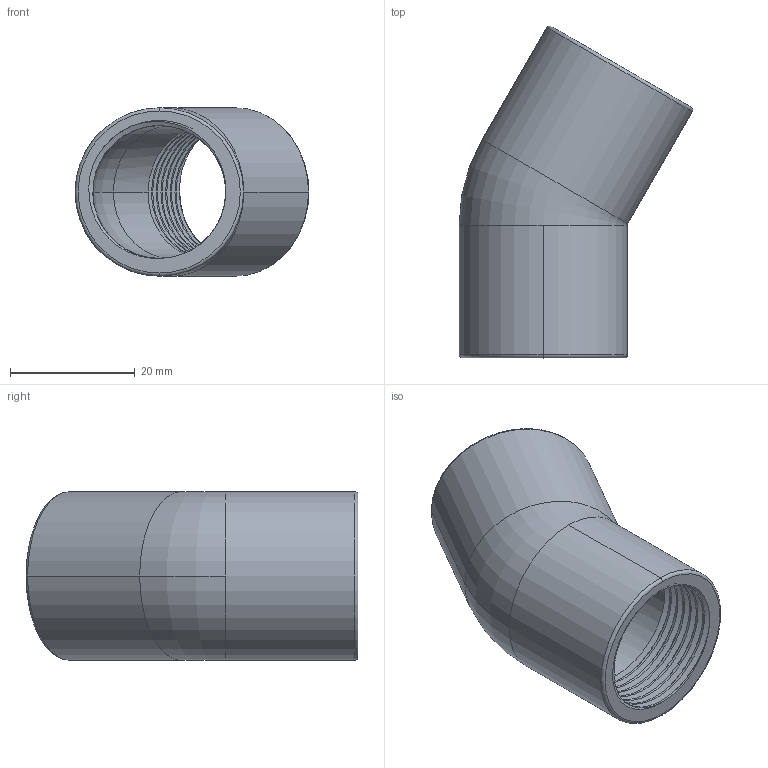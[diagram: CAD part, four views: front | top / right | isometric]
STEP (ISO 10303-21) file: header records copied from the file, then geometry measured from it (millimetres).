
FILE_DESCRIPTION (( 'STEP AP203' ), '1' );
FILE_NAME ('3D_R222-30_1-2_171543230.STEP', '2024-08-21T08:05:18', ( '' ), ( '' ), 'SwSTEP 2.0', 'SolidWorks 2024', '' );
FILE_SCHEMA (( 'CONFIG_CONTROL_DESIGN' ));
Length unit declared in the file: millimetre
Products named in the file (1): 3D_R222-30_1-2_171543230
Bounding box: 37.51 x 53.22 x 27 mm (x, y, z)
Volume: 10246.5 mm3; surface area: 8874 mm2
Topology: 1 solids, 1 shells, 52 faces, 142 edges, 92 vertices
Faces by surface type: cylinder 34, torus 8, bspline 6, plane 4
Entity records: 4509 total; most frequent: CARTESIAN_POINT 3328, ORIENTED_EDGE 284, DIRECTION 190, EDGE_CURVE 142, VERTEX_POINT 92, AXIS2_PLACEMENT_3D 77, EDGE_LOOP 54, ADVANCED_FACE 52
